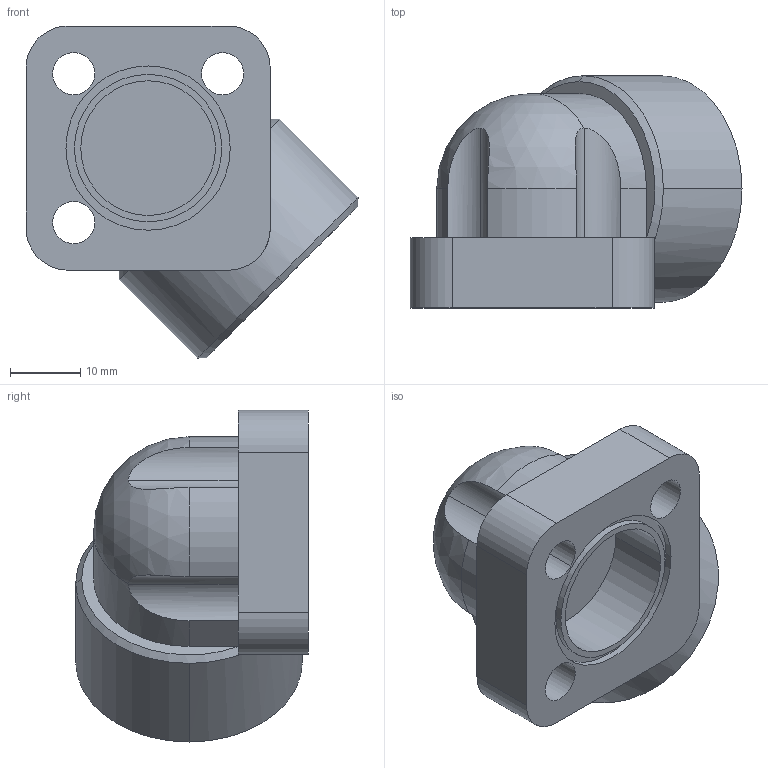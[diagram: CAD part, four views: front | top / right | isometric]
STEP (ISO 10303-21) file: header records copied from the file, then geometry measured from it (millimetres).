
FILE_DESCRIPTION(('STEP AP214'),'1');
FILE_NAME('b1-003.stp','2021-01-28T15:32:15',('TraceParts'),('TraceParts S.A.'),'Spatial InterOp 3D',' ',' ');
FILE_SCHEMA(('AUTOMOTIVE_DESIGN { 1 0 10303 214 1 1 1 1 }'));
Length unit declared in the file: millimetre
Products named in the file (1): b1-003
Bounding box: 47.31 x 33.15 x 47.31 mm (x, y, z)
Volume: 27251.2 mm3; surface area: 8215.9 mm2
Topology: 1 solids, 1 shells, 50 faces, 130 edges, 85 vertices
Faces by surface type: cylinder 29, plane 14, cone 6, sphere 1
Entity records: 1727 total; most frequent: CARTESIAN_POINT 436, DIRECTION 284, ORIENTED_EDGE 258, EDGE_CURVE 129, AXIS2_PLACEMENT_3D 115, VERTEX_POINT 85, CIRCLE 62, EDGE_LOOP 60
